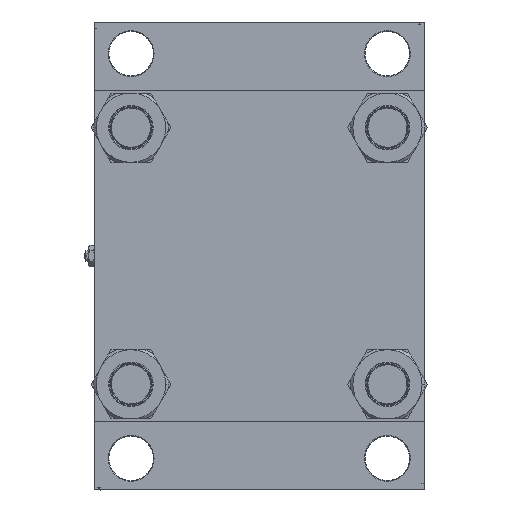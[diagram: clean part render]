
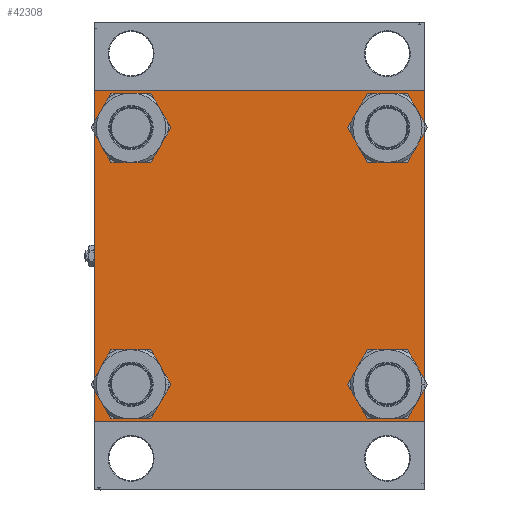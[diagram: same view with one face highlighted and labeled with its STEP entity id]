
A CAD part, left-side view. The second image highlights one B-rep face of the part: STEP entity #42308.
In plain terms, the highlighted planar face has unit normal (-1, 0, 0).
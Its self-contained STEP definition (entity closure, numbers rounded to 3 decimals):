
#223 = DIRECTION ( 'NONE',  ( 0., -0.707, 0.707 ) ) ;
#291 = CARTESIAN_POINT ( 'NONE',  ( 0., -95.1, 95.1 ) ) ;
#449 = FACE_BOUND ( 'NONE', #20615, .T. ) ;
#460 = EDGE_CURVE ( 'NONE', #2660, #20443, #14540, .T. ) ;
#1400 = DIRECTION ( 'NONE',  ( 0., 0., 1. ) ) ;
#2427 = ORIENTED_EDGE ( 'NONE', *, *, #47702, .T. ) ;
#2660 = VERTEX_POINT ( 'NONE', #12690 ) ;
#2705 = CARTESIAN_POINT ( 'NONE',  ( 0., -122., 122.5 ) ) ;
#3097 = EDGE_CURVE ( 'NONE', #17167, #46880, #23331, .T. ) ;
#3534 = CIRCLE ( 'NONE', #16509, 15.5 ) ;
#3617 = EDGE_CURVE ( 'NONE', #18976, #46239, #20428, .T. ) ;
#3740 = DIRECTION ( 'NONE',  ( 0., 0., 1. ) ) ;
#4023 = LINE ( 'NONE', #30724, #22269 ) ;
#4463 = VERTEX_POINT ( 'NONE', #30637 ) ;
#4984 = CARTESIAN_POINT ( 'NONE',  ( 0., 0., 0. ) ) ;
#5177 = EDGE_CURVE ( 'NONE', #25016, #30350, #39470, .T. ) ;
#5810 = DIRECTION ( 'NONE',  ( 0., -1., 0. ) ) ;
#6542 = ORIENTED_EDGE ( 'NONE', *, *, #14110, .T. ) ;
#6777 = DIRECTION ( 'NONE',  ( 1., 0., 0. ) ) ;
#6817 = CARTESIAN_POINT ( 'NONE',  ( 0., -95.1, -110.6 ) ) ;
#7022 = CARTESIAN_POINT ( 'NONE',  ( 0., 95.1, -95.1 ) ) ;
#7250 = AXIS2_PLACEMENT_3D ( 'NONE', #31911, #40188, #43979 ) ;
#7315 = CARTESIAN_POINT ( 'NONE',  ( 0., 122.5, 122.5 ) ) ;
#7492 = CARTESIAN_POINT ( 'NONE',  ( 0., -122.25, 122.25 ) ) ;
#7903 = CARTESIAN_POINT ( 'NONE',  ( 0., -122., -122.5 ) ) ;
#8098 = DIRECTION ( 'NONE',  ( 0., 0., 1. ) ) ;
#8491 = EDGE_CURVE ( 'NONE', #14321, #38321, #13713, .T. ) ;
#8513 = FACE_BOUND ( 'NONE', #32939, .T. ) ;
#8598 = DIRECTION ( 'NONE',  ( 1., 0., 0. ) ) ;
#8614 = DIRECTION ( 'NONE',  ( 0., 0., -1. ) ) ;
#8753 = AXIS2_PLACEMENT_3D ( 'NONE', #41702, #15504, #11725 ) ;
#8755 = FACE_OUTER_BOUND ( 'NONE', #14868, .T. ) ;
#9339 = CARTESIAN_POINT ( 'NONE',  ( 0., -95.1, 79.6 ) ) ;
#9972 = AXIS2_PLACEMENT_3D ( 'NONE', #26826, #46692, #42182 ) ;
#10261 = VERTEX_POINT ( 'NONE', #25582 ) ;
#10601 = ORIENTED_EDGE ( 'NONE', *, *, #8491, .T. ) ;
#11015 = EDGE_CURVE ( 'NONE', #10261, #40338, #13170, .T. ) ;
#11121 = LINE ( 'NONE', #11620, #33703 ) ;
#11620 = CARTESIAN_POINT ( 'NONE',  ( 0., 122.25, -122.25 ) ) ;
#11690 = AXIS2_PLACEMENT_3D ( 'NONE', #40685, #36911, #37164 ) ;
#11725 = DIRECTION ( 'NONE',  ( 0., 0., 1. ) ) ;
#11994 = DIRECTION ( 'NONE',  ( 1., 0., 0. ) ) ;
#12690 = CARTESIAN_POINT ( 'NONE',  ( 0., 95.1, -110.6 ) ) ;
#12782 = DIRECTION ( 'NONE',  ( 0., 0., 1. ) ) ;
#12982 = EDGE_CURVE ( 'NONE', #45779, #37901, #32747, .T. ) ;
#13170 = CIRCLE ( 'NONE', #9972, 15.5 ) ;
#13713 = LINE ( 'NONE', #43684, #25167 ) ;
#14110 = EDGE_CURVE ( 'NONE', #30350, #25016, #3534, .T. ) ;
#14321 = VERTEX_POINT ( 'NONE', #48301 ) ;
#14540 = CIRCLE ( 'NONE', #21756, 15.5 ) ;
#14571 = EDGE_CURVE ( 'NONE', #40338, #10261, #28547, .T. ) ;
#14868 = EDGE_LOOP ( 'NONE', ( #45888, #39972, #10601, #36687, #16157, #35896, #38195, #15269 ) ) ;
#15269 = ORIENTED_EDGE ( 'NONE', *, *, #39823, .T. ) ;
#15504 = DIRECTION ( 'NONE',  ( 1., 0., 0. ) ) ;
#15560 = EDGE_LOOP ( 'NONE', ( #31179, #43757 ) ) ;
#15589 = LINE ( 'NONE', #46054, #35818 ) ;
#15631 = ORIENTED_EDGE ( 'NONE', *, *, #3097, .T. ) ;
#15818 = FACE_BOUND ( 'NONE', #16035, .T. ) ;
#16035 = EDGE_LOOP ( 'NONE', ( #37744, #39437 ) ) ;
#16157 = ORIENTED_EDGE ( 'NONE', *, *, #3617, .F. ) ;
#16167 = CARTESIAN_POINT ( 'NONE',  ( 0., -122.5, 122.5 ) ) ;
#16509 = AXIS2_PLACEMENT_3D ( 'NONE', #291, #8598, #8098 ) ;
#17167 = VERTEX_POINT ( 'NONE', #6817 ) ;
#17466 = EDGE_CURVE ( 'NONE', #18976, #37901, #49044, .T. ) ;
#18382 = AXIS2_PLACEMENT_3D ( 'NONE', #4984, #47278, #12782 ) ;
#18548 = CARTESIAN_POINT ( 'NONE',  ( 0., 95.1, -95.1 ) ) ;
#18587 = AXIS2_PLACEMENT_3D ( 'NONE', #18548, #30137, #33661 ) ;
#18950 = EDGE_CURVE ( 'NONE', #20443, #2660, #42686, .T. ) ;
#18976 = VERTEX_POINT ( 'NONE', #27335 ) ;
#20428 = LINE ( 'NONE', #16167, #24154 ) ;
#20443 = VERTEX_POINT ( 'NONE', #21710 ) ;
#20615 = EDGE_LOOP ( 'NONE', ( #2427, #15631 ) ) ;
#21710 = CARTESIAN_POINT ( 'NONE',  ( 0., 95.1, -79.6 ) ) ;
#21756 = AXIS2_PLACEMENT_3D ( 'NONE', #7022, #6777, #3740 ) ;
#21795 = AXIS2_PLACEMENT_3D ( 'NONE', #35910, #11994, #1400 ) ;
#21899 = CARTESIAN_POINT ( 'NONE',  ( 0., -95.1, 110.6 ) ) ;
#22269 = VECTOR ( 'NONE', #31212, 1000. ) ;
#22911 = DIRECTION ( 'NONE',  ( 0., 0., -1. ) ) ;
#23331 = CIRCLE ( 'NONE', #7250, 15.5 ) ;
#24102 = PLANE ( 'NONE',  #18382 ) ;
#24154 = VECTOR ( 'NONE', #8614, 1000. ) ;
#25016 = VERTEX_POINT ( 'NONE', #21899 ) ;
#25167 = VECTOR ( 'NONE', #29071, 1000. ) ;
#25582 = CARTESIAN_POINT ( 'NONE',  ( 0., 95.1, 110.6 ) ) ;
#26826 = CARTESIAN_POINT ( 'NONE',  ( 0., 95.1, 95.1 ) ) ;
#27335 = CARTESIAN_POINT ( 'NONE',  ( 0., -122.5, 122. ) ) ;
#28547 = CIRCLE ( 'NONE', #11690, 15.5 ) ;
#29014 = EDGE_CURVE ( 'NONE', #4463, #46330, #42055, .T. ) ;
#29071 = DIRECTION ( 'NONE',  ( 0., -1., 0. ) ) ;
#30137 = DIRECTION ( 'NONE',  ( 1., 0., 0. ) ) ;
#30350 = VERTEX_POINT ( 'NONE', #9339 ) ;
#30413 = DIRECTION ( 'NONE',  ( 0., 0.707, 0.707 ) ) ;
#30477 = CIRCLE ( 'NONE', #8753, 15.5 ) ;
#30637 = CARTESIAN_POINT ( 'NONE',  ( 0., 122.5, 122. ) ) ;
#30724 = CARTESIAN_POINT ( 'NONE',  ( 0., 122.25, 122.25 ) ) ;
#31179 = ORIENTED_EDGE ( 'NONE', *, *, #11015, .T. ) ;
#31212 = DIRECTION ( 'NONE',  ( 0., 0.707, -0.707 ) ) ;
#31514 = EDGE_CURVE ( 'NONE', #38321, #46239, #15589, .T. ) ;
#31911 = CARTESIAN_POINT ( 'NONE',  ( 0., -95.1, -95.1 ) ) ;
#32543 = VECTOR ( 'NONE', #5810, 1000. ) ;
#32747 = LINE ( 'NONE', #37525, #32543 ) ;
#32939 = EDGE_LOOP ( 'NONE', ( #43044, #6542 ) ) ;
#33661 = DIRECTION ( 'NONE',  ( 0., 0., 1. ) ) ;
#33703 = VECTOR ( 'NONE', #38801, 1000. ) ;
#35818 = VECTOR ( 'NONE', #223, 1000. ) ;
#35896 = ORIENTED_EDGE ( 'NONE', *, *, #17466, .T. ) ;
#35910 = CARTESIAN_POINT ( 'NONE',  ( 0., -95.1, 95.1 ) ) ;
#36687 = ORIENTED_EDGE ( 'NONE', *, *, #31514, .T. ) ;
#36911 = DIRECTION ( 'NONE',  ( 1., 0., 0. ) ) ;
#37106 = CARTESIAN_POINT ( 'NONE',  ( 0., 95.1, 79.6 ) ) ;
#37164 = DIRECTION ( 'NONE',  ( 0., 0., 1. ) ) ;
#37525 = CARTESIAN_POINT ( 'NONE',  ( 0., 122.5, 122.5 ) ) ;
#37744 = ORIENTED_EDGE ( 'NONE', *, *, #18950, .T. ) ;
#37901 = VERTEX_POINT ( 'NONE', #2705 ) ;
#38195 = ORIENTED_EDGE ( 'NONE', *, *, #12982, .F. ) ;
#38321 = VERTEX_POINT ( 'NONE', #7903 ) ;
#38801 = DIRECTION ( 'NONE',  ( 0., -0.707, -0.707 ) ) ;
#39222 = FACE_BOUND ( 'NONE', #15560, .T. ) ;
#39437 = ORIENTED_EDGE ( 'NONE', *, *, #460, .T. ) ;
#39470 = CIRCLE ( 'NONE', #21795, 15.5 ) ;
#39823 = EDGE_CURVE ( 'NONE', #45779, #4463, #4023, .T. ) ;
#39972 = ORIENTED_EDGE ( 'NONE', *, *, #43107, .T. ) ;
#40188 = DIRECTION ( 'NONE',  ( 1., 0., 0. ) ) ;
#40338 = VERTEX_POINT ( 'NONE', #37106 ) ;
#40685 = CARTESIAN_POINT ( 'NONE',  ( 0., 95.1, 95.1 ) ) ;
#41702 = CARTESIAN_POINT ( 'NONE',  ( 0., -95.1, -95.1 ) ) ;
#42055 = LINE ( 'NONE', #7315, #42144 ) ;
#42144 = VECTOR ( 'NONE', #22911, 1000. ) ;
#42182 = DIRECTION ( 'NONE',  ( 0., 0., 1. ) ) ;
#42308 = ADVANCED_FACE ( 'NONE', ( #8513, #449, #15818, #39222, #8755 ), #24102, .T. ) ;
#42686 = CIRCLE ( 'NONE', #18587, 15.5 ) ;
#43044 = ORIENTED_EDGE ( 'NONE', *, *, #5177, .T. ) ;
#43107 = EDGE_CURVE ( 'NONE', #46330, #14321, #11121, .T. ) ;
#43684 = CARTESIAN_POINT ( 'NONE',  ( 0., 122.5, -122.5 ) ) ;
#43757 = ORIENTED_EDGE ( 'NONE', *, *, #14571, .T. ) ;
#43915 = CARTESIAN_POINT ( 'NONE',  ( 0., -122.5, -122. ) ) ;
#43979 = DIRECTION ( 'NONE',  ( 0., 0., 1. ) ) ;
#44167 = CARTESIAN_POINT ( 'NONE',  ( 0., -95.1, -79.6 ) ) ;
#45779 = VERTEX_POINT ( 'NONE', #46751 ) ;
#45888 = ORIENTED_EDGE ( 'NONE', *, *, #29014, .T. ) ;
#46054 = CARTESIAN_POINT ( 'NONE',  ( 0., -122.25, -122.25 ) ) ;
#46239 = VERTEX_POINT ( 'NONE', #43915 ) ;
#46330 = VERTEX_POINT ( 'NONE', #49182 ) ;
#46692 = DIRECTION ( 'NONE',  ( 1., 0., 0. ) ) ;
#46751 = CARTESIAN_POINT ( 'NONE',  ( 0., 122., 122.5 ) ) ;
#46880 = VERTEX_POINT ( 'NONE', #44167 ) ;
#47278 = DIRECTION ( 'NONE',  ( -1., 0., 0. ) ) ;
#47702 = EDGE_CURVE ( 'NONE', #46880, #17167, #30477, .T. ) ;
#48301 = CARTESIAN_POINT ( 'NONE',  ( 0., 122., -122.5 ) ) ;
#48634 = VECTOR ( 'NONE', #30413, 1000. ) ;
#49044 = LINE ( 'NONE', #7492, #48634 ) ;
#49182 = CARTESIAN_POINT ( 'NONE',  ( 0., 122.5, -122. ) ) ;
